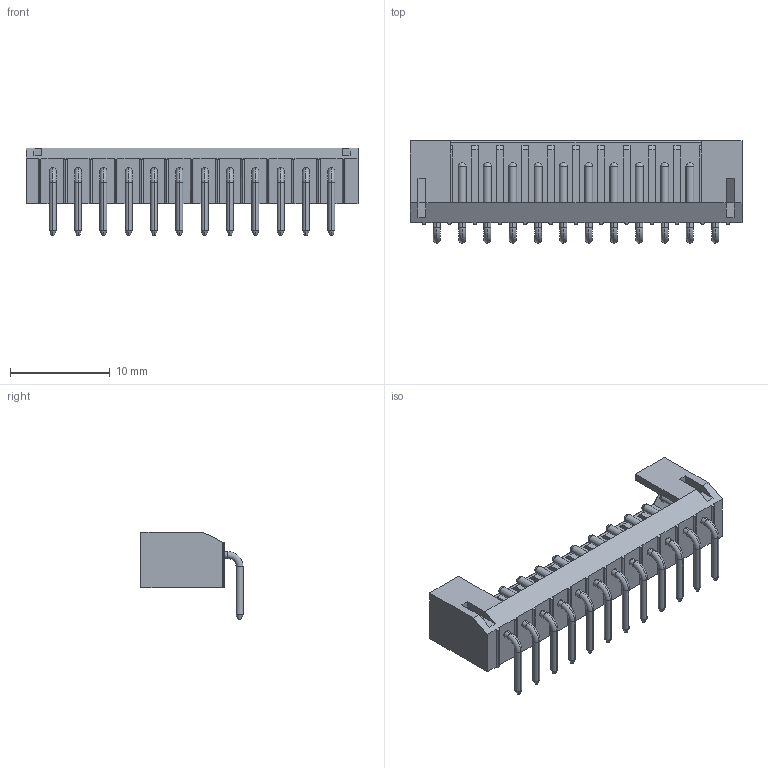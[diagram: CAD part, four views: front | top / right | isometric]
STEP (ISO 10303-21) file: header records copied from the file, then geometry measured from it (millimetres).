
FILE_DESCRIPTION((''),'2;1');
FILE_NAME('F0JL35-S12RD000-01','2023-05-04T',('工程三'),(''),'PRO/ENGINEER BY PARAMETRIC TECHNOLOGY CORPORATION, 2010280','PRO/ENGINEER BY PARAMETRIC TECHNOLOGY CORPORATION, 2010280','');
FILE_SCHEMA(('CONFIG_CONTROL_DESIGN'));
Length unit declared in the file: millimetre
Products named in the file (1): F0JL35-S12RD000-01
Bounding box: 33.3 x 10.25 x 8.8 mm (x, y, z)
Volume: 654.6 mm3; surface area: 1499.8 mm2
Topology: 1 solids, 1 shells, 327 faces, 807 edges, 502 vertices
Faces by surface type: plane 157, cylinder 98, bspline 24, torus 24, cone 24
Entity records: 10181 total; most frequent: CARTESIAN_POINT 2336, DIRECTION 1653, ORIENTED_EDGE 1614, EDGE_CURVE 807, AXIS2_PLACEMENT_3D 569, VECTOR 515, LINE 515, VERTEX_POINT 502
